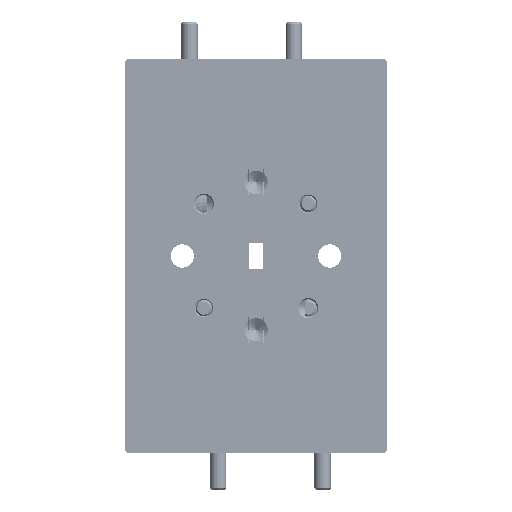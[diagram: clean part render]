
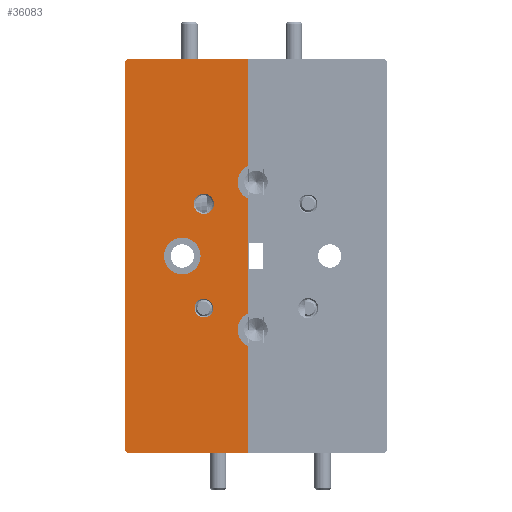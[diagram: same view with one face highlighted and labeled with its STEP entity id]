
A CAD part, left-side view. The second image highlights one B-rep face of the part: STEP entity #36083.
In plain terms, the highlighted planar face has unit normal (-1, 0, 0).
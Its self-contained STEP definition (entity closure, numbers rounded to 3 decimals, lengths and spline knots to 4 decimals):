
#535 = CARTESIAN_POINT ( 'NONE',  ( -4.2, -0.47, 0. ) ) ;
#543 = AXIS2_PLACEMENT_3D ( 'NONE', #83608, #28942, #116930 ) ;
#1190 = EDGE_CURVE ( 'NONE', #91852, #81980, #43377, .T. ) ;
#3734 = CARTESIAN_POINT ( 'NONE',  ( -4.2, 0., 0. ) ) ;
#4152 = EDGE_CURVE ( 'NONE', #81980, #91852, #12470, .T. ) ;
#5227 = DIRECTION ( 'NONE',  ( 0., 0., 1. ) ) ;
#5291 = CARTESIAN_POINT ( 'NONE',  ( -4.2, -0.47, -1.5 ) ) ;
#5520 = CIRCLE ( 'NONE', #18664, 0.0358 ) ;
#6562 = ORIENTED_EDGE ( 'NONE', *, *, #68960, .F. ) ;
#8476 = ORIENTED_EDGE ( 'NONE', *, *, #72425, .F. ) ;
#9773 = AXIS2_PLACEMENT_3D ( 'NONE', #40968, #140216, #116862 ) ;
#10465 = LINE ( 'NONE', #134092, #105739 ) ;
#11547 = VERTEX_POINT ( 'NONE', #75384 ) ;
#11622 = DIRECTION ( 'NONE',  ( 0., 0., 1. ) ) ;
#12470 = CIRCLE ( 'NONE', #37989, 0.0385 ) ;
#12774 = DIRECTION ( 'NONE',  ( -1., 0., 0. ) ) ;
#14344 = EDGE_CURVE ( 'NONE', #45283, #121423, #10465, .T. ) ;
#16835 = EDGE_CURVE ( 'NONE', #102816, #11547, #58443, .T. ) ;
#17765 = CIRCLE ( 'NONE', #9773, 0.07 ) ;
#18664 = AXIS2_PLACEMENT_3D ( 'NONE', #99073, #78872, #22244 ) ;
#20496 = DIRECTION ( 'NONE',  ( 0., 0., 1. ) ) ;
#22244 = DIRECTION ( 'NONE',  ( 0., -1., 0. ) ) ;
#22624 = EDGE_CURVE ( 'NONE', #42584, #70320, #5520, .T. ) ;
#23026 = EDGE_CURVE ( 'NONE', #140659, #42111, #111598, .T. ) ;
#24142 = DIRECTION ( 'NONE',  ( 0., 0., 1. ) ) ;
#27706 = ORIENTED_EDGE ( 'NONE', *, *, #1190, .F. ) ;
#28942 = DIRECTION ( 'NONE',  ( -1., 0., 0. ) ) ;
#29978 = CARTESIAN_POINT ( 'NONE',  ( -4.2, -0.3011, -0.5896 ) ) ;
#31507 = CARTESIAN_POINT ( 'NONE',  ( -4.2, -0.47, -0.968 ) ) ;
#31662 = CARTESIAN_POINT ( 'NONE',  ( -4.2, 0., -1.49 ) ) ;
#32303 = DIRECTION ( 'NONE',  ( -1., 0., 0. ) ) ;
#36083 = ADVANCED_FACE ( 'NONE', ( #49323, #115080, #122042, #75250 ), #125251, .F. ) ;
#37989 = AXIS2_PLACEMENT_3D ( 'NONE', #128177, #49356, #5227 ) ;
#38633 = EDGE_CURVE ( 'NONE', #121423, #116670, #138889, .T. ) ;
#39616 = DIRECTION ( 'NONE',  ( 0., -0.707, 0.707 ) ) ;
#39662 = EDGE_LOOP ( 'NONE', ( #81138, #39823 ) ) ;
#39823 = ORIENTED_EDGE ( 'NONE', *, *, #16835, .F. ) ;
#40213 = CARTESIAN_POINT ( 'NONE',  ( -4.2, -0.47, -0.4055 ) ) ;
#40252 = ORIENTED_EDGE ( 'NONE', *, *, #23026, .F. ) ;
#40725 = CARTESIAN_POINT ( 'NONE',  ( -4.2, -0.3369, -0.9489 ) ) ;
#40927 = AXIS2_PLACEMENT_3D ( 'NONE', #65165, #32303, #77764 ) ;
#40968 = CARTESIAN_POINT ( 'NONE',  ( -4.2, -0.5, -1.0313 ) ) ;
#42111 = VERTEX_POINT ( 'NONE', #96402 ) ;
#42584 = VERTEX_POINT ( 'NONE', #40725 ) ;
#42682 = ORIENTED_EDGE ( 'NONE', *, *, #134413, .T. ) ;
#43377 = CIRCLE ( 'NONE', #128456, 0.0385 ) ;
#44383 = DIRECTION ( 'NONE',  ( 0., 0., 1. ) ) ;
#44451 = LINE ( 'NONE', #121162, #82479 ) ;
#45283 = VERTEX_POINT ( 'NONE', #5291 ) ;
#46028 = VERTEX_POINT ( 'NONE', #138780 ) ;
#48792 = VECTOR ( 'NONE', #44383, 39.3701 ) ;
#49323 = FACE_OUTER_BOUND ( 'NONE', #108350, .T. ) ;
#49356 = DIRECTION ( 'NONE',  ( -1., 0., 0. ) ) ;
#52782 = CIRCLE ( 'NONE', #125370, 0.07 ) ;
#56366 = CARTESIAN_POINT ( 'NONE',  ( -4.2, -0.3011, -0.5511 ) ) ;
#56613 = VERTEX_POINT ( 'NONE', #126516 ) ;
#57856 = ORIENTED_EDGE ( 'NONE', *, *, #142855, .F. ) ;
#58267 = EDGE_CURVE ( 'NONE', #116670, #140659, #75997, .T. ) ;
#58443 = CIRCLE ( 'NONE', #75460, 0.07 ) ;
#60868 = CARTESIAN_POINT ( 'NONE',  ( -4.2, 0., -0.01 ) ) ;
#62289 = CARTESIAN_POINT ( 'NONE',  ( -4.2, -0.3011, -0.5126 ) ) ;
#64614 = EDGE_CURVE ( 'NONE', #107162, #46028, #107601, .T. ) ;
#65165 = CARTESIAN_POINT ( 'NONE',  ( -4.2, -0.3011, -0.9489 ) ) ;
#66785 = DIRECTION ( 'NONE',  ( 0., 1., 0. ) ) ;
#66832 = CARTESIAN_POINT ( 'NONE',  ( -4.2, -0.2188, -0.75 ) ) ;
#67793 = CARTESIAN_POINT ( 'NONE',  ( -4.2, 0., -1.49 ) ) ;
#68783 = CARTESIAN_POINT ( 'NONE',  ( -4.2, 0., -0.01 ) ) ;
#68960 = EDGE_CURVE ( 'NONE', #107162, #56613, #98227, .T. ) ;
#69442 = VECTOR ( 'NONE', #142036, 39.3701 ) ;
#70164 = CARTESIAN_POINT ( 'NONE',  ( -4.2, 0., 0. ) ) ;
#70320 = VERTEX_POINT ( 'NONE', #93538 ) ;
#70556 = DIRECTION ( 'NONE',  ( 1., 0., 0. ) ) ;
#72425 = EDGE_CURVE ( 'NONE', #70320, #42584, #102045, .T. ) ;
#72791 = ORIENTED_EDGE ( 'NONE', *, *, #58267, .F. ) ;
#75250 = FACE_BOUND ( 'NONE', #139431, .T. ) ;
#75384 = CARTESIAN_POINT ( 'NONE',  ( -4.2, -0.2188, -0.68 ) ) ;
#75460 = AXIS2_PLACEMENT_3D ( 'NONE', #135919, #92276, #24142 ) ;
#75664 = CARTESIAN_POINT ( 'NONE',  ( -4.2, 0., 0. ) ) ;
#75997 = LINE ( 'NONE', #70164, #94818 ) ;
#77764 = DIRECTION ( 'NONE',  ( 0., -1., 0. ) ) ;
#78872 = DIRECTION ( 'NONE',  ( -1., 0., 0. ) ) ;
#79507 = AXIS2_PLACEMENT_3D ( 'NONE', #3734, #70556, #80770 ) ;
#79994 = CARTESIAN_POINT ( 'NONE',  ( -4.2, -0.01, -1.5 ) ) ;
#80770 = DIRECTION ( 'NONE',  ( 0., 0., -1. ) ) ;
#81138 = ORIENTED_EDGE ( 'NONE', *, *, #123070, .F. ) ;
#81980 = VERTEX_POINT ( 'NONE', #29978 ) ;
#82479 = VECTOR ( 'NONE', #95918, 39.3701 ) ;
#83608 = CARTESIAN_POINT ( 'NONE',  ( -4.2, -0.5, -0.4688 ) ) ;
#85210 = VERTEX_POINT ( 'NONE', #92911 ) ;
#86048 = EDGE_LOOP ( 'NONE', ( #27706, #99459 ) ) ;
#86945 = CARTESIAN_POINT ( 'NONE',  ( -4.2, -0.47, 0. ) ) ;
#89120 = VECTOR ( 'NONE', #39616, 39.3701 ) ;
#91852 = VERTEX_POINT ( 'NONE', #62289 ) ;
#92184 = ORIENTED_EDGE ( 'NONE', *, *, #22624, .F. ) ;
#92276 = DIRECTION ( 'NONE',  ( -1., 0., 0. ) ) ;
#92911 = CARTESIAN_POINT ( 'NONE',  ( -4.2, -0.47, -1.0945 ) ) ;
#93538 = CARTESIAN_POINT ( 'NONE',  ( -4.2, -0.2654, -0.9489 ) ) ;
#94818 = VECTOR ( 'NONE', #124862, 39.3701 ) ;
#95918 = DIRECTION ( 'NONE',  ( 0., 0., 1. ) ) ;
#96402 = CARTESIAN_POINT ( 'NONE',  ( -4.2, -0.01, 0. ) ) ;
#98227 = CIRCLE ( 'NONE', #543, 0.07 ) ;
#99073 = CARTESIAN_POINT ( 'NONE',  ( -4.2, -0.3011, -0.9489 ) ) ;
#99459 = ORIENTED_EDGE ( 'NONE', *, *, #4152, .F. ) ;
#102045 = CIRCLE ( 'NONE', #40927, 0.0358 ) ;
#102816 = VERTEX_POINT ( 'NONE', #130463 ) ;
#105739 = VECTOR ( 'NONE', #66785, 39.3701 ) ;
#107162 = VERTEX_POINT ( 'NONE', #40213 ) ;
#107527 = ORIENTED_EDGE ( 'NONE', *, *, #64614, .T. ) ;
#107601 = LINE ( 'NONE', #86945, #48792 ) ;
#107836 = ORIENTED_EDGE ( 'NONE', *, *, #108377, .T. ) ;
#108350 = EDGE_LOOP ( 'NONE', ( #6562, #107527, #130974, #40252, #72791, #137186, #124684, #42682, #57856, #107836 ) ) ;
#108377 = EDGE_CURVE ( 'NONE', #138742, #56613, #110265, .T. ) ;
#109342 = VECTOR ( 'NONE', #123936, 39.3701 ) ;
#110265 = LINE ( 'NONE', #535, #120562 ) ;
#110959 = LINE ( 'NONE', #75664, #69442 ) ;
#111598 = LINE ( 'NONE', #60868, #89120 ) ;
#112954 = DIRECTION ( 'NONE',  ( 0., 0., 1. ) ) ;
#115080 = FACE_BOUND ( 'NONE', #86048, .T. ) ;
#116670 = VERTEX_POINT ( 'NONE', #31662 ) ;
#116862 = DIRECTION ( 'NONE',  ( 0., 0., 1. ) ) ;
#116930 = DIRECTION ( 'NONE',  ( 0., 0., 1. ) ) ;
#120562 = VECTOR ( 'NONE', #20496, 39.3701 ) ;
#121162 = CARTESIAN_POINT ( 'NONE',  ( -4.2, -0.47, 0. ) ) ;
#121423 = VERTEX_POINT ( 'NONE', #79994 ) ;
#122042 = FACE_BOUND ( 'NONE', #39662, .T. ) ;
#122960 = DIRECTION ( 'NONE',  ( -1., 0., 0. ) ) ;
#123070 = EDGE_CURVE ( 'NONE', #11547, #102816, #52782, .T. ) ;
#123936 = DIRECTION ( 'NONE',  ( 0., 0.707, 0.707 ) ) ;
#124684 = ORIENTED_EDGE ( 'NONE', *, *, #14344, .F. ) ;
#124862 = DIRECTION ( 'NONE',  ( 0., 0., 1. ) ) ;
#125251 = PLANE ( 'NONE',  #79507 ) ;
#125370 = AXIS2_PLACEMENT_3D ( 'NONE', #66832, #122960, #11622 ) ;
#126516 = CARTESIAN_POINT ( 'NONE',  ( -4.2, -0.47, -0.532 ) ) ;
#128177 = CARTESIAN_POINT ( 'NONE',  ( -4.2, -0.3011, -0.5511 ) ) ;
#128456 = AXIS2_PLACEMENT_3D ( 'NONE', #56366, #12774, #112954 ) ;
#130463 = CARTESIAN_POINT ( 'NONE',  ( -4.2, -0.2188, -0.82 ) ) ;
#130508 = EDGE_CURVE ( 'NONE', #46028, #42111, #110959, .T. ) ;
#130974 = ORIENTED_EDGE ( 'NONE', *, *, #130508, .T. ) ;
#134092 = CARTESIAN_POINT ( 'NONE',  ( -4.2, 0., -1.5 ) ) ;
#134413 = EDGE_CURVE ( 'NONE', #45283, #85210, #44451, .T. ) ;
#135919 = CARTESIAN_POINT ( 'NONE',  ( -4.2, -0.2188, -0.75 ) ) ;
#137186 = ORIENTED_EDGE ( 'NONE', *, *, #38633, .F. ) ;
#138742 = VERTEX_POINT ( 'NONE', #31507 ) ;
#138780 = CARTESIAN_POINT ( 'NONE',  ( -4.2, -0.47, 0. ) ) ;
#138889 = LINE ( 'NONE', #67793, #109342 ) ;
#139431 = EDGE_LOOP ( 'NONE', ( #92184, #8476 ) ) ;
#140216 = DIRECTION ( 'NONE',  ( -1., 0., 0. ) ) ;
#140659 = VERTEX_POINT ( 'NONE', #68783 ) ;
#142036 = DIRECTION ( 'NONE',  ( 0., 1., 0. ) ) ;
#142855 = EDGE_CURVE ( 'NONE', #138742, #85210, #17765, .T. ) ;
